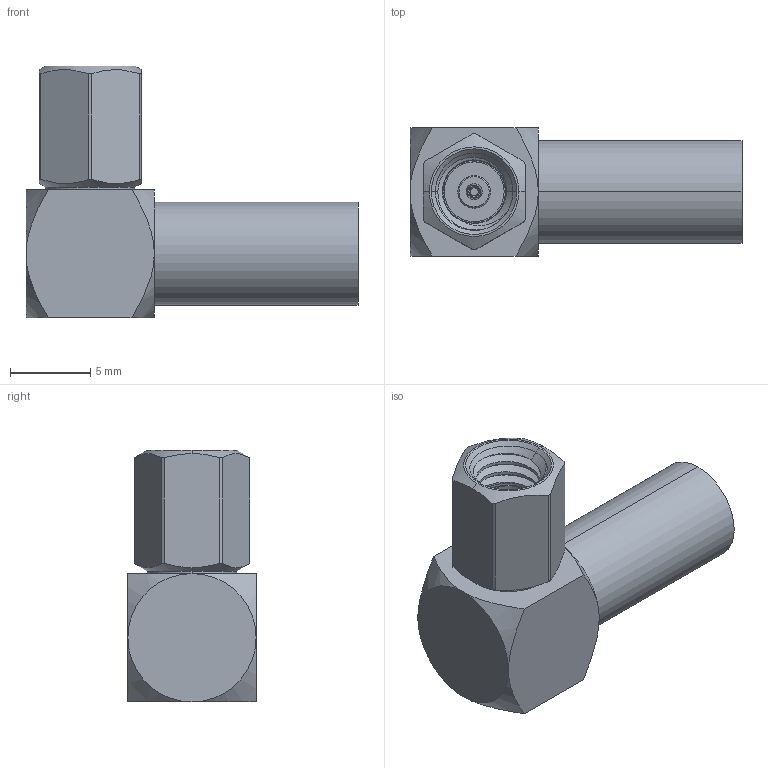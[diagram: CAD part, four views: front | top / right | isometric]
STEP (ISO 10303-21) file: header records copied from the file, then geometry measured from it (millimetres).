
FILE_DESCRIPTION (( 'STEP AP203' ), '1' );
FILE_NAME ('PE4557.step', '2018-10-05T14:32:01', ( '' ), ( '' ), 'SwSTEP 2.0', 'SolidWorks 2017', '' );
FILE_SCHEMA (( 'CONFIG_CONTROL_DESIGN' ));
Length unit declared in the file: inch
Products named in the file (1): PE4557
Bounding box: 20.7 x 8 x 15.7 mm (x, y, z)
Volume: 846.7 mm3; surface area: 1433.3 mm2
Topology: 2 solids, 3 shells, 120 faces, 290 edges, 187 vertices
Faces by surface type: plane 48, cylinder 42, cone 24, bspline 6
Entity records: 5312 total; most frequent: CARTESIAN_POINT 2520, ORIENTED_EDGE 580, DIRECTION 548, EDGE_CURVE 290, AXIS2_PLACEMENT_3D 224, VERTEX_POINT 187, EDGE_LOOP 133, FACE_OUTER_BOUND 120
